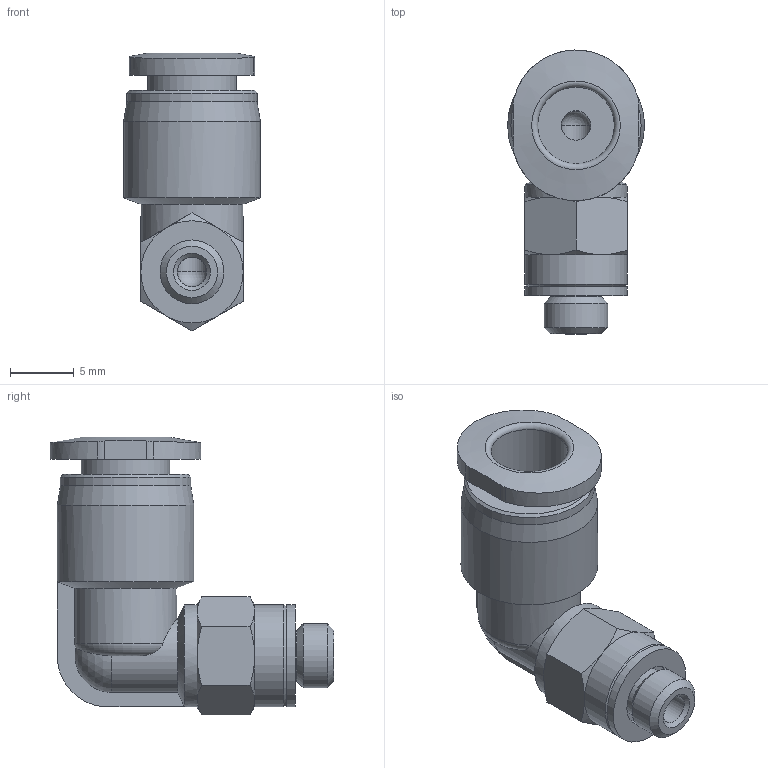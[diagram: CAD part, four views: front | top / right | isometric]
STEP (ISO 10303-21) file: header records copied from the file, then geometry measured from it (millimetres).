
FILE_DESCRIPTION(/* description */ ('STEP AP214'),/* implementation_level */ '2;1');
FILE_NAME(/* name */ '8158776_NPQE-L-M5-Q6-F1A-P10',/* time_stamp */ '2024-09-10T06:10:21+02:00',/* author */ ('License CC BY-ND 4.0'),/* organization */ ('CADENAS'),/* preprocessor_version */ 'ST-DEVELOPER v19.3',/* originating_system */ 'PARTsolutions',/* authorisation */ ' ');
FILE_SCHEMA (('AUTOMOTIVE_DESIGN {1 0 10303 214 3 1 1}'));
Length unit declared in the file: millimetre
Products named in the file (1): 8158776 NPQE-L-M5-Q6-F1A-P10---(high)
Bounding box: 10.7 x 22.2 x 21.74 mm (x, y, z)
Volume: 1600.4 mm3; surface area: 1523.6 mm2
Topology: 1 solids, 1 shells, 68 faces, 160 edges, 99 vertices
Faces by surface type: cylinder 21, cone 21, plane 20, sphere 3, torus 3
Full cylindrical faces by diameter (mm): 2.3 x2, 3.99 x1, 5 x2, 6 x1, 6.95 x1, 8 x3, 10.2 x1, 10.7 x1
Entity records: 2359 total; most frequent: CARTESIAN_POINT 453, DIRECTION 286, ORIENTED_EDGE 268, EDGE_CURVE 134, AXIS2_PLACEMENT_3D 130, EDGE_LOOP 96, FACE_BOUND 96, VERTEX_POINT 94
